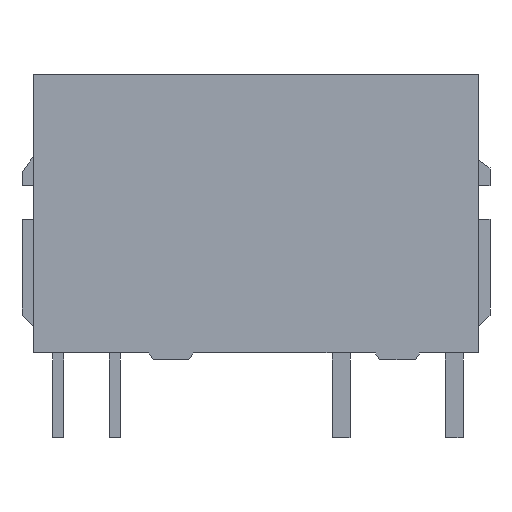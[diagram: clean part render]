
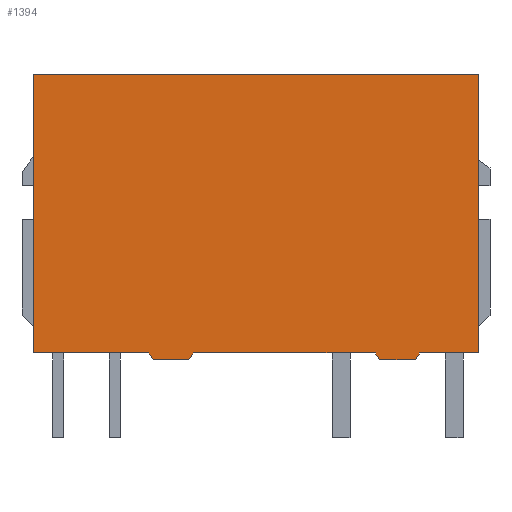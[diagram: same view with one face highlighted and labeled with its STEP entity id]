
A CAD part, front view. The second image highlights one B-rep face of the part: STEP entity #1394.
In plain terms, the highlighted planar face has unit normal (0, -1, 0).
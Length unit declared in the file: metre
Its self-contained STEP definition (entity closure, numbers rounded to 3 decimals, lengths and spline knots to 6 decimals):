
#228=ORIENTED_EDGE('',*,*,#508,.T.);
#229=ORIENTED_EDGE('',*,*,#509,.T.);
#230=ORIENTED_EDGE('',*,*,#510,.T.);
#231=ORIENTED_EDGE('',*,*,#511,.T.);
#232=ORIENTED_EDGE('',*,*,#512,.T.);
#233=ORIENTED_EDGE('',*,*,#513,.T.);
#234=ORIENTED_EDGE('',*,*,#514,.T.);
#235=ORIENTED_EDGE('',*,*,#515,.T.);
#236=ORIENTED_EDGE('',*,*,#516,.T.);
#237=ORIENTED_EDGE('',*,*,#517,.T.);
#238=ORIENTED_EDGE('',*,*,#518,.T.);
#239=ORIENTED_EDGE('',*,*,#519,.T.);
#508=EDGE_CURVE('',#648,#649,#808,.T.);
#509=EDGE_CURVE('',#649,#650,#809,.T.);
#510=EDGE_CURVE('',#650,#651,#810,.T.);
#511=EDGE_CURVE('',#651,#652,#811,.T.);
#512=EDGE_CURVE('',#652,#653,#812,.T.);
#513=EDGE_CURVE('',#653,#654,#813,.T.);
#514=EDGE_CURVE('',#654,#655,#814,.T.);
#515=EDGE_CURVE('',#655,#656,#815,.T.);
#516=EDGE_CURVE('',#656,#657,#816,.T.);
#517=EDGE_CURVE('',#657,#658,#817,.T.);
#518=EDGE_CURVE('',#658,#659,#818,.T.);
#519=EDGE_CURVE('',#659,#648,#819,.T.);
#648=VERTEX_POINT('',#2546);
#649=VERTEX_POINT('',#2547);
#650=VERTEX_POINT('',#2549);
#651=VERTEX_POINT('',#2551);
#652=VERTEX_POINT('',#2553);
#653=VERTEX_POINT('',#2555);
#654=VERTEX_POINT('',#2557);
#655=VERTEX_POINT('',#2559);
#656=VERTEX_POINT('',#2561);
#657=VERTEX_POINT('',#2563);
#658=VERTEX_POINT('',#2565);
#659=VERTEX_POINT('',#2567);
#808=LINE('',#2545,#988);
#809=LINE('',#2548,#989);
#810=LINE('',#2550,#990);
#811=LINE('',#2552,#991);
#812=LINE('',#2554,#992);
#813=LINE('',#2556,#993);
#814=LINE('',#2558,#994);
#815=LINE('',#2560,#995);
#816=LINE('',#2562,#996);
#817=LINE('',#2564,#997);
#818=LINE('',#2566,#998);
#819=LINE('',#2568,#999);
#988=VECTOR('',#2179,1.);
#989=VECTOR('',#2180,1.);
#990=VECTOR('',#2181,1.);
#991=VECTOR('',#2182,1.);
#992=VECTOR('',#2183,1.);
#993=VECTOR('',#2184,1.);
#994=VECTOR('',#2185,1.);
#995=VECTOR('',#2186,1.);
#996=VECTOR('',#2187,1.);
#997=VECTOR('',#2188,1.);
#998=VECTOR('',#2189,1.);
#999=VECTOR('',#2190,1.);
#1086=EDGE_LOOP('',(#228,#229,#230,#231,#232,#233,#234,#235,#236,#237,#238,
#239));
#1168=FACE_BOUND('',#1086,.T.);
#1250=PLANE('',#1913);
#1394=ADVANCED_FACE('',(#1168),#1250,.T.);
#1913=AXIS2_PLACEMENT_3D('',#2544,#2177,#2178);
#2177=DIRECTION('',(0.,-1.,0.));
#2178=DIRECTION('',(1.,0.,0.));
#2179=DIRECTION('',(0.,0.,-1.));
#2180=DIRECTION('',(1.,0.,0.));
#2181=DIRECTION('',(0.555,0.,-0.832));
#2182=DIRECTION('',(1.,0.,0.));
#2183=DIRECTION('',(0.555,0.,0.832));
#2184=DIRECTION('',(1.,0.,0.));
#2185=DIRECTION('',(0.555,0.,-0.832));
#2186=DIRECTION('',(1.,0.,0.));
#2187=DIRECTION('',(0.555,0.,0.832));
#2188=DIRECTION('',(1.,0.,0.));
#2189=DIRECTION('',(0.,0.,1.));
#2190=DIRECTION('',(-1.,0.,0.));
#2544=CARTESIAN_POINT('',(0.,-0.0025,0.));
#2545=CARTESIAN_POINT('',(-0.01,-0.0025,0.0128));
#2546=CARTESIAN_POINT('',(-0.01,-0.0025,0.0128));
#2547=CARTESIAN_POINT('',(-0.01,-0.0025,0.0003));
#2548=CARTESIAN_POINT('',(-0.01,-0.0025,0.0003));
#2549=CARTESIAN_POINT('',(-0.00481,-0.0025,0.0003));
#2550=CARTESIAN_POINT('',(-0.00481,-0.0025,0.0003));
#2551=CARTESIAN_POINT('',(-0.00461,-0.0025,0.));
#2552=CARTESIAN_POINT('',(-0.00461,-0.0025,0.));
#2553=CARTESIAN_POINT('',(-0.00301,-0.0025,0.));
#2554=CARTESIAN_POINT('',(-0.00301,-0.0025,0.));
#2555=CARTESIAN_POINT('',(-0.00281,-0.0025,0.0003));
#2556=CARTESIAN_POINT('',(-0.00281,-0.0025,0.0003));
#2557=CARTESIAN_POINT('',(0.00535,-0.0025,0.0003));
#2558=CARTESIAN_POINT('',(0.00535,-0.0025,0.0003));
#2559=CARTESIAN_POINT('',(0.00555,-0.0025,0.));
#2560=CARTESIAN_POINT('',(0.,-0.0025,0.));
#2561=CARTESIAN_POINT('',(0.00715,-0.0025,0.));
#2562=CARTESIAN_POINT('',(0.00715,-0.0025,0.));
#2563=CARTESIAN_POINT('',(0.00735,-0.0025,0.0003));
#2564=CARTESIAN_POINT('',(0.00735,-0.0025,0.0003));
#2565=CARTESIAN_POINT('',(0.01,-0.0025,0.0003));
#2566=CARTESIAN_POINT('',(0.01,-0.0025,0.0128));
#2567=CARTESIAN_POINT('',(0.01,-0.0025,0.0128));
#2568=CARTESIAN_POINT('',(-0.01,-0.0025,0.0128));
